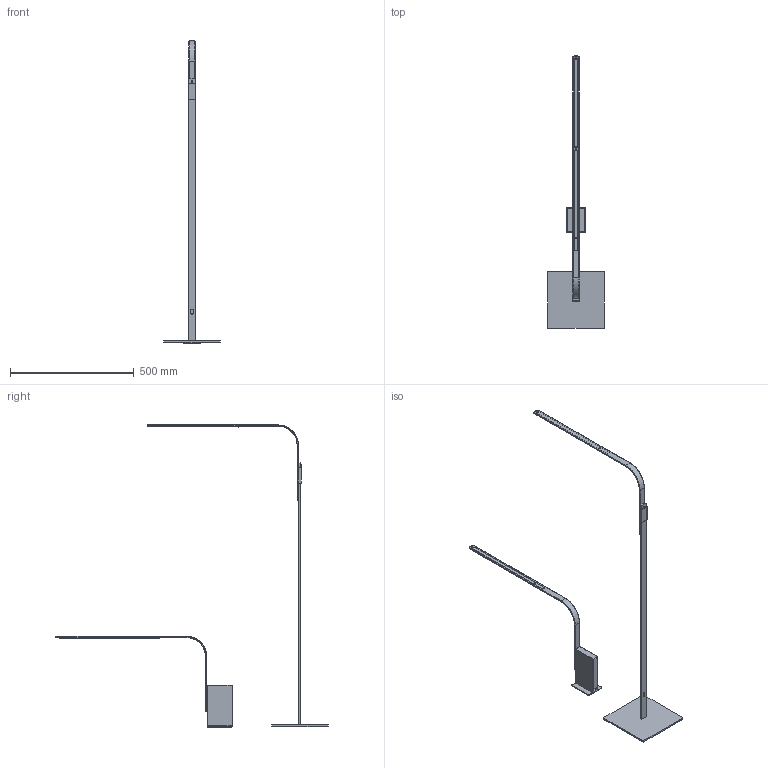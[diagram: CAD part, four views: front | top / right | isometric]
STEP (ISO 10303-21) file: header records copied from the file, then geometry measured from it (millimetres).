
FILE_DESCRIPTION(/* description */ (''),/* implementation_level */ '2;1');
FILE_NAME(/* name */ 'Lim',/* time_stamp */ '2018-01-11T10:55:30-08:00',/* author */ (''),/* organization */ (''),/* preprocessor_version */ 'ST-DEVELOPER v15',/* originating_system */ '',/* authorisation */ '');
FILE_SCHEMA (('CONFIG_CONTROL_DESIGN'));
Length unit declared in the file: millimetre
Products named in the file (1): Document
Bounding box: 228.6 x 1101.03 x 1221.29 mm (x, y, z)
Surface area: 426143.4 mm2 (no closed solid volume)
Topology: 0 solids, 35 shells, 288 faces, 1129 edges, 857 vertices
Faces by surface type: bspline 152, plane 136
Entity records: 17415 total; most frequent: CARTESIAN_POINT 11543, ORIENTED_EDGE 1609, EDGE_CURVE 1125, VERTEX_POINT 857, B_SPLINE_CURVE_WITH_KNOTS 756, EDGE_LOOP 327, ADVANCED_FACE 288, FACE_OUTER_BOUND 288
